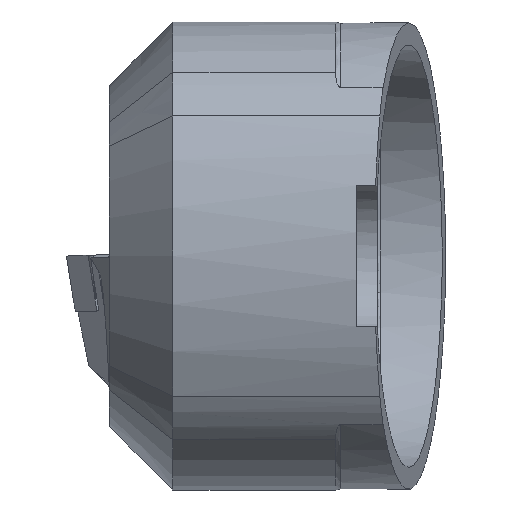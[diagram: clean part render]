
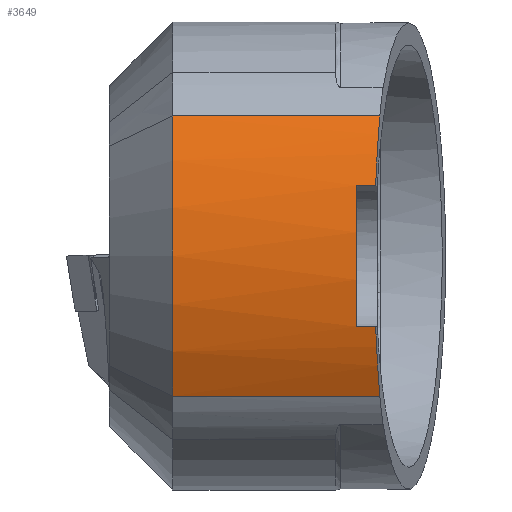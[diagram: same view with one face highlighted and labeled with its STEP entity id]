
A CAD part, front view. The second image highlights one B-rep face of the part: STEP entity #3649.
In plain terms, the highlighted cylindrical face has radius 20.9 mm (diameter 41.8 mm), a partial arc.
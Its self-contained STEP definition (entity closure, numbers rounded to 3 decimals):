
#4 = ORIENTED_EDGE ( 'NONE', *, *, #3987, .F. ) ;
#121 = CARTESIAN_POINT ( 'NONE',  ( -0.122, -14.793, 5. ) ) ;
#183 = DIRECTION ( 'NONE',  ( -1., 0., 0. ) ) ;
#247 = EDGE_LOOP ( 'NONE', ( #4056, #4, #3223, #856, #4111, #2107, #2365, #2611 ) ) ;
#270 = VERTEX_POINT ( 'NONE', #3170 ) ;
#307 = LINE ( 'NONE', #2544, #3815 ) ;
#317 = AXIS2_PLACEMENT_3D ( 'NONE', #1959, #1295, #972 ) ;
#332 = DIRECTION ( 'NONE',  ( 1., 0., 0. ) ) ;
#405 = CARTESIAN_POINT ( 'NONE',  ( -22., 5.5, 0. ) ) ;
#473 = DIRECTION ( 'NONE',  ( 1., 0., 0. ) ) ;
#501 = VERTEX_POINT ( 'NONE', #1303 ) ;
#627 = VERTEX_POINT ( 'NONE', #2788 ) ;
#638 = CARTESIAN_POINT ( 'NONE',  ( -0.122, -14.793, -5. ) ) ;
#734 = CIRCLE ( 'NONE', #317, 20.9 ) ;
#773 = CARTESIAN_POINT ( 'NONE',  ( -22., -14.793, -5. ) ) ;
#856 = ORIENTED_EDGE ( 'NONE', *, *, #3481, .T. ) ;
#972 = DIRECTION ( 'NONE',  ( 0., -1., 0. ) ) ;
#1169 =( BOUNDED_CURVE ( )  B_SPLINE_CURVE ( 3, ( #2958, #3621, #3894, #2984 ),
 .UNSPECIFIED., .F., .F. ) 
 B_SPLINE_CURVE_WITH_KNOTS ( ( 4, 4 ),
 ( 3.383, 3.637 ),
 .UNSPECIFIED. ) 
 CURVE ( )  GEOMETRIC_REPRESENTATION_ITEM ( )  RATIONAL_B_SPLINE_CURVE ( ( 1., 0.995, 0.995, 1. ) ) 
 REPRESENTATION_ITEM ( '' )  );
#1229 = EDGE_CURVE ( 'NONE', #270, #2228, #307, .T. ) ;
#1295 = DIRECTION ( 'NONE',  ( -1., 0., 0. ) ) ;
#1302 = CARTESIAN_POINT ( 'NONE',  ( -14.5, -12.89, 9.931 ) ) ;
#1303 = CARTESIAN_POINT ( 'NONE',  ( -0.122, -14.793, -5. ) ) ;
#1414 = EDGE_CURVE ( 'NONE', #4084, #627, #1169, .T. ) ;
#1448 = VECTOR ( 'NONE', #183, 1000. ) ;
#1640 = DIRECTION ( 'NONE',  ( 1., 0., 0. ) ) ;
#1667 = EDGE_CURVE ( 'NONE', #2110, #4084, #2516, .T. ) ;
#1787 =( BOUNDED_CURVE ( )  B_SPLINE_CURVE ( 3, ( #3528, #3513, #4139, #638 ),
 .UNSPECIFIED., .F., .F. ) 
 B_SPLINE_CURVE_WITH_KNOTS ( ( 4, 4 ),
 ( 2.646, 2.9 ),
 .UNSPECIFIED. ) 
 CURVE ( )  GEOMETRIC_REPRESENTATION_ITEM ( )  RATIONAL_B_SPLINE_CURVE ( ( 1., 0.995, 0.995, 1. ) ) 
 REPRESENTATION_ITEM ( '' )  );
#1789 = LINE ( 'NONE', #3083, #2047 ) ;
#1894 = FACE_OUTER_BOUND ( 'NONE', #247, .T. ) ;
#1950 = DIRECTION ( 'NONE',  ( 0., 0., -1. ) ) ;
#1959 = CARTESIAN_POINT ( 'NONE',  ( -14.5, 5.5, 0. ) ) ;
#2047 = VECTOR ( 'NONE', #473, 1000. ) ;
#2060 = VERTEX_POINT ( 'NONE', #3726 ) ;
#2107 = ORIENTED_EDGE ( 'NONE', *, *, #2118, .F. ) ;
#2110 = VERTEX_POINT ( 'NONE', #4086 ) ;
#2118 = EDGE_CURVE ( 'NONE', #2110, #2060, #3053, .T. ) ;
#2182 = VERTEX_POINT ( 'NONE', #1302 ) ;
#2201 = CARTESIAN_POINT ( 'NONE',  ( -22., -14.793, 5. ) ) ;
#2228 = VERTEX_POINT ( 'NONE', #3898 ) ;
#2362 = EDGE_CURVE ( 'NONE', #501, #2060, #4101, .T. ) ;
#2365 = ORIENTED_EDGE ( 'NONE', *, *, #1667, .T. ) ;
#2393 = DIRECTION ( 'NONE',  ( 0., 0., -1. ) ) ;
#2448 = CYLINDRICAL_SURFACE ( 'NONE', #3639, 20.9 ) ;
#2516 = LINE ( 'NONE', #2201, #4106 ) ;
#2544 = CARTESIAN_POINT ( 'NONE',  ( -22., -12.89, -9.931 ) ) ;
#2611 = ORIENTED_EDGE ( 'NONE', *, *, #1414, .T. ) ;
#2629 = AXIS2_PLACEMENT_3D ( 'NONE', #3802, #332, #1950 ) ;
#2788 = CARTESIAN_POINT ( 'NONE',  ( 0.18, -12.89, 9.931 ) ) ;
#2958 = CARTESIAN_POINT ( 'NONE',  ( -0.122, -14.793, 5. ) ) ;
#2984 = CARTESIAN_POINT ( 'NONE',  ( 0.18, -12.89, 9.931 ) ) ;
#3053 = CIRCLE ( 'NONE', #2629, 20.9 ) ;
#3083 = CARTESIAN_POINT ( 'NONE',  ( -22., -12.89, 9.931 ) ) ;
#3170 = CARTESIAN_POINT ( 'NONE',  ( -14.5, -12.89, -9.931 ) ) ;
#3223 = ORIENTED_EDGE ( 'NONE', *, *, #1229, .T. ) ;
#3464 = DIRECTION ( 'NONE',  ( 1., 0., 0. ) ) ;
#3481 = EDGE_CURVE ( 'NONE', #2228, #501, #1787, .T. ) ;
#3513 = CARTESIAN_POINT ( 'NONE',  ( 0.046, -13.732, -8.372 ) ) ;
#3528 = CARTESIAN_POINT ( 'NONE',  ( 0.18, -12.89, -9.931 ) ) ;
#3591 = EDGE_CURVE ( 'NONE', #2182, #627, #1789, .T. ) ;
#3621 = CARTESIAN_POINT ( 'NONE',  ( -0.055, -14.369, 6.72 ) ) ;
#3639 = AXIS2_PLACEMENT_3D ( 'NONE', #405, #1640, #2393 ) ;
#3649 = ADVANCED_FACE ( 'NONE', ( #1894 ), #2448, .T. ) ;
#3726 = CARTESIAN_POINT ( 'NONE',  ( -1.5, -14.793, -5. ) ) ;
#3802 = CARTESIAN_POINT ( 'NONE',  ( -1.5, 5.5, 0. ) ) ;
#3815 = VECTOR ( 'NONE', #3464, 1000. ) ;
#3825 = DIRECTION ( 'NONE',  ( 1., 0., 0. ) ) ;
#3894 = CARTESIAN_POINT ( 'NONE',  ( 0.046, -13.732, 8.372 ) ) ;
#3898 = CARTESIAN_POINT ( 'NONE',  ( 0.18, -12.89, -9.931 ) ) ;
#3987 = EDGE_CURVE ( 'NONE', #270, #2182, #734, .T. ) ;
#4056 = ORIENTED_EDGE ( 'NONE', *, *, #3591, .F. ) ;
#4084 = VERTEX_POINT ( 'NONE', #121 ) ;
#4086 = CARTESIAN_POINT ( 'NONE',  ( -1.5, -14.793, 5. ) ) ;
#4101 = LINE ( 'NONE', #773, #1448 ) ;
#4106 = VECTOR ( 'NONE', #3825, 1000. ) ;
#4111 = ORIENTED_EDGE ( 'NONE', *, *, #2362, .T. ) ;
#4139 = CARTESIAN_POINT ( 'NONE',  ( -0.055, -14.369, -6.72 ) ) ;
